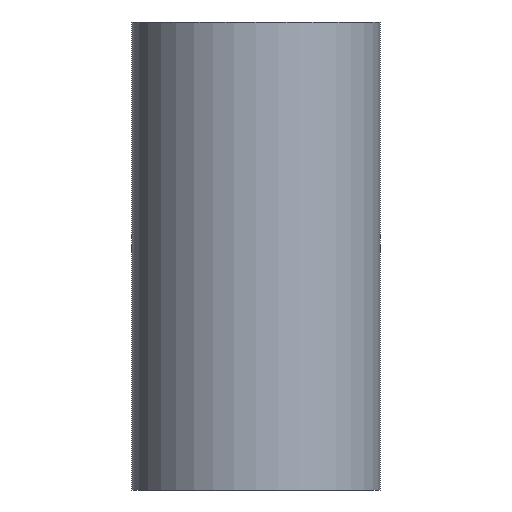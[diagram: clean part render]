
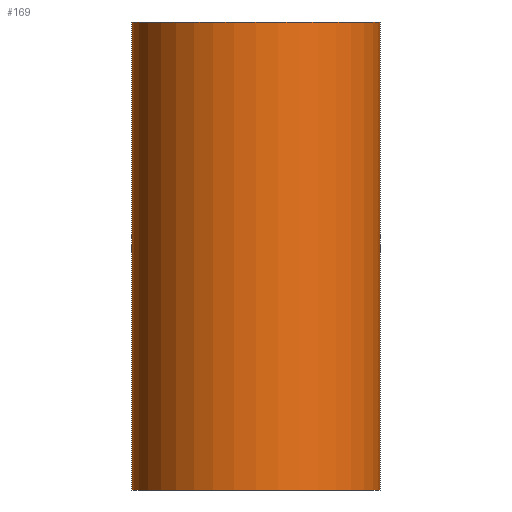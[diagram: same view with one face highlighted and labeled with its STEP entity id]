
A CAD part, left-side view. The second image highlights one B-rep face of the part: STEP entity #169.
In plain terms, the highlighted cylindrical face has radius 38 mm (diameter 76 mm), a full revolution.
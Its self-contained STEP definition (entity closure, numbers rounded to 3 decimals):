
#22=FACE_BOUND($,#58,.T.);
#23=FACE_BOUND($,#59,.T.);
#38=B_SPLINE_CURVE_WITH_KNOTS($,3,(#343,#344,#345,#346,#347,#348,#349,#350,
#351,#352,#353,#354,#355,#356,#357,#358,#359,#360),.UNSPECIFIED.,.F.,.F.,
(4,2,2,2,2,2,2,2,4),(10.061,10.701,11.341,11.981,
12.621,13.239,13.857,14.474,15.092),
 .UNSPECIFIED.);
#39=B_SPLINE_CURVE_WITH_KNOTS($,3,(#362,#363,#364,#365,#366,#367,#368,#369,
#370,#371,#372,#373,#374,#375,#376,#377,#378,#379),.UNSPECIFIED.,.F.,.F.,
(4,2,2,2,2,2,2,2,4),(-10.061,-9.421,-8.781,
-8.141,-7.501,-6.883,-6.266,
-5.648,-5.031),.UNSPECIFIED.);
#40=B_SPLINE_CURVE_WITH_KNOTS($,3,(#381,#382,#383,#384,#385,#386,#387,#388,
#389,#390,#391,#392,#393,#394,#395,#396,#397,#398),.UNSPECIFIED.,.F.,.F.,
(4,2,2,2,2,2,2,2,4),(15.092,15.709,16.327,
16.944,17.562,18.202,18.842,19.482,
20.122),.UNSPECIFIED.);
#41=B_SPLINE_CURVE_WITH_KNOTS($,3,(#399,#400,#401,#402,#403,#404,#405,#406,
#407,#408,#409,#410,#411,#412,#413,#414,#415,#416),.UNSPECIFIED.,.F.,.F.,
(4,2,2,2,2,2,2,2,4),(-5.031,-4.413,-3.795,
-3.178,-2.56,-1.92,-1.28,
-0.64,0.),.UNSPECIFIED.);
#44=FACE_OUTER_BOUND($,#57,.T.);
#57=EDGE_LOOP($,(#131));
#58=EDGE_LOOP($,(#132));
#59=EDGE_LOOP($,(#133,#134,#135,#136));
#83=CIRCLE($,#189,38.);
#84=CIRCLE($,#190,38.);
#96=VERTEX_POINT($,#337);
#97=VERTEX_POINT($,#339);
#98=VERTEX_POINT($,#341);
#99=VERTEX_POINT($,#342);
#100=VERTEX_POINT($,#361);
#101=VERTEX_POINT($,#380);
#113=EDGE_CURVE($,#96,#96,#83,.T.);
#114=EDGE_CURVE($,#97,#97,#84,.T.);
#115=EDGE_CURVE($,#98,#99,#38,.T.);
#116=EDGE_CURVE($,#98,#100,#39,.T.);
#117=EDGE_CURVE($,#100,#101,#40,.T.);
#118=EDGE_CURVE($,#99,#101,#41,.T.);
#131=ORIENTED_EDGE($,*,*,#113,.F.);
#132=ORIENTED_EDGE($,*,*,#114,.T.);
#133=ORIENTED_EDGE($,*,*,#115,.F.);
#134=ORIENTED_EDGE($,*,*,#116,.T.);
#135=ORIENTED_EDGE($,*,*,#117,.T.);
#136=ORIENTED_EDGE($,*,*,#118,.F.);
#162=CYLINDRICAL_SURFACE($,#188,38.);
#169=ADVANCED_FACE($,(#44,#22,#23),#162,.T.);
#188=AXIS2_PLACEMENT_3D($,#336,#220,#221);
#189=AXIS2_PLACEMENT_3D($,#338,#222,#223);
#190=AXIS2_PLACEMENT_3D($,#340,#224,#225);
#220=DIRECTION('center_axis',(0.,0.,1.));
#221=DIRECTION('ref_axis',(1.,0.,0.));
#222=DIRECTION('center_axis',(0.,0.,1.));
#223=DIRECTION('ref_axis',(1.,0.,0.));
#224=DIRECTION('center_axis',(0.,0.,1.));
#225=DIRECTION('ref_axis',(1.,0.,0.));
#336=CARTESIAN_POINT('Origin',(0.,0.,0.));
#337=CARTESIAN_POINT('',(-38.,0.,143.));
#338=CARTESIAN_POINT('Origin',(0.,0.,143.));
#339=CARTESIAN_POINT('',(38.,0.,0.));
#340=CARTESIAN_POINT('Origin',(0.,0.,0.));
#341=CARTESIAN_POINT('',(21.977,-31.,71.5));
#342=CARTESIAN_POINT('',(38.,0.,40.5));
#343=CARTESIAN_POINT('Ctrl Pts',(21.977,-31.,71.5));
#344=CARTESIAN_POINT('Ctrl Pts',(21.977,-31.,69.366));
#345=CARTESIAN_POINT('Ctrl Pts',(22.297,-30.779,67.261));
#346=CARTESIAN_POINT('Ctrl Pts',(23.413,-29.938,63.193));
#347=CARTESIAN_POINT('Ctrl Pts',(24.204,-29.319,61.227));
#348=CARTESIAN_POINT('Ctrl Pts',(26.01,-27.73,57.494));
#349=CARTESIAN_POINT('Ctrl Pts',(27.023,-26.759,55.724));
#350=CARTESIAN_POINT('Ctrl Pts',(29.062,-24.53,52.442));
#351=CARTESIAN_POINT('Ctrl Pts',(30.087,-23.27,50.929));
#352=CARTESIAN_POINT('Ctrl Pts',(31.96,-20.618,48.277));
#353=CARTESIAN_POINT('Ctrl Pts',(32.882,-19.135,47.03));
#354=CARTESIAN_POINT('Ctrl Pts',(34.581,-15.86,44.791));
#355=CARTESIAN_POINT('Ctrl Pts',(35.357,-14.068,43.799));
#356=CARTESIAN_POINT('Ctrl Pts',(36.641,-10.271,42.178));
#357=CARTESIAN_POINT('Ctrl Pts',(37.15,-8.261,41.548));
#358=CARTESIAN_POINT('Ctrl Pts',(37.829,-4.155,40.708));
#359=CARTESIAN_POINT('Ctrl Pts',(38.,-2.058,40.5));
#360=CARTESIAN_POINT('Ctrl Pts',(38.,0.,40.5));
#361=CARTESIAN_POINT('',(38.,0.,102.5));
#362=CARTESIAN_POINT('Ctrl Pts',(21.977,-31.,71.5));
#363=CARTESIAN_POINT('Ctrl Pts',(21.977,-31.,73.634));
#364=CARTESIAN_POINT('Ctrl Pts',(22.297,-30.779,75.739));
#365=CARTESIAN_POINT('Ctrl Pts',(23.413,-29.938,79.807));
#366=CARTESIAN_POINT('Ctrl Pts',(24.204,-29.319,81.773));
#367=CARTESIAN_POINT('Ctrl Pts',(26.01,-27.73,85.506));
#368=CARTESIAN_POINT('Ctrl Pts',(27.023,-26.759,87.276));
#369=CARTESIAN_POINT('Ctrl Pts',(29.062,-24.53,90.558));
#370=CARTESIAN_POINT('Ctrl Pts',(30.087,-23.27,92.071));
#371=CARTESIAN_POINT('Ctrl Pts',(31.96,-20.618,94.723));
#372=CARTESIAN_POINT('Ctrl Pts',(32.882,-19.135,95.97));
#373=CARTESIAN_POINT('Ctrl Pts',(34.581,-15.86,98.209));
#374=CARTESIAN_POINT('Ctrl Pts',(35.357,-14.068,99.201));
#375=CARTESIAN_POINT('Ctrl Pts',(36.641,-10.271,100.822));
#376=CARTESIAN_POINT('Ctrl Pts',(37.15,-8.261,101.452));
#377=CARTESIAN_POINT('Ctrl Pts',(37.829,-4.155,102.292));
#378=CARTESIAN_POINT('Ctrl Pts',(38.,-2.058,102.5));
#379=CARTESIAN_POINT('Ctrl Pts',(38.,0.,102.5));
#380=CARTESIAN_POINT('',(21.977,31.,71.5));
#381=CARTESIAN_POINT('Ctrl Pts',(38.,0.,102.5));
#382=CARTESIAN_POINT('Ctrl Pts',(38.,2.058,102.5));
#383=CARTESIAN_POINT('Ctrl Pts',(37.829,4.155,102.292));
#384=CARTESIAN_POINT('Ctrl Pts',(37.15,8.261,101.452));
#385=CARTESIAN_POINT('Ctrl Pts',(36.641,10.271,100.822));
#386=CARTESIAN_POINT('Ctrl Pts',(35.357,14.068,99.201));
#387=CARTESIAN_POINT('Ctrl Pts',(34.581,15.86,98.209));
#388=CARTESIAN_POINT('Ctrl Pts',(32.882,19.135,95.97));
#389=CARTESIAN_POINT('Ctrl Pts',(31.96,20.618,94.723));
#390=CARTESIAN_POINT('Ctrl Pts',(30.087,23.27,92.071));
#391=CARTESIAN_POINT('Ctrl Pts',(29.062,24.53,90.558));
#392=CARTESIAN_POINT('Ctrl Pts',(27.023,26.759,87.276));
#393=CARTESIAN_POINT('Ctrl Pts',(26.01,27.73,85.506));
#394=CARTESIAN_POINT('Ctrl Pts',(24.204,29.319,81.773));
#395=CARTESIAN_POINT('Ctrl Pts',(23.413,29.938,79.807));
#396=CARTESIAN_POINT('Ctrl Pts',(22.297,30.779,75.739));
#397=CARTESIAN_POINT('Ctrl Pts',(21.977,31.,73.634));
#398=CARTESIAN_POINT('Ctrl Pts',(21.977,31.,71.5));
#399=CARTESIAN_POINT('Ctrl Pts',(38.,0.,40.5));
#400=CARTESIAN_POINT('Ctrl Pts',(38.,2.058,40.5));
#401=CARTESIAN_POINT('Ctrl Pts',(37.829,4.155,40.708));
#402=CARTESIAN_POINT('Ctrl Pts',(37.15,8.261,41.548));
#403=CARTESIAN_POINT('Ctrl Pts',(36.641,10.271,42.178));
#404=CARTESIAN_POINT('Ctrl Pts',(35.357,14.068,43.799));
#405=CARTESIAN_POINT('Ctrl Pts',(34.581,15.86,44.791));
#406=CARTESIAN_POINT('Ctrl Pts',(32.882,19.135,47.03));
#407=CARTESIAN_POINT('Ctrl Pts',(31.96,20.618,48.277));
#408=CARTESIAN_POINT('Ctrl Pts',(30.087,23.27,50.929));
#409=CARTESIAN_POINT('Ctrl Pts',(29.062,24.53,52.442));
#410=CARTESIAN_POINT('Ctrl Pts',(27.023,26.759,55.724));
#411=CARTESIAN_POINT('Ctrl Pts',(26.01,27.73,57.494));
#412=CARTESIAN_POINT('Ctrl Pts',(24.204,29.319,61.227));
#413=CARTESIAN_POINT('Ctrl Pts',(23.413,29.938,63.193));
#414=CARTESIAN_POINT('Ctrl Pts',(22.297,30.779,67.261));
#415=CARTESIAN_POINT('Ctrl Pts',(21.977,31.,69.366));
#416=CARTESIAN_POINT('Ctrl Pts',(21.977,31.,71.5));
